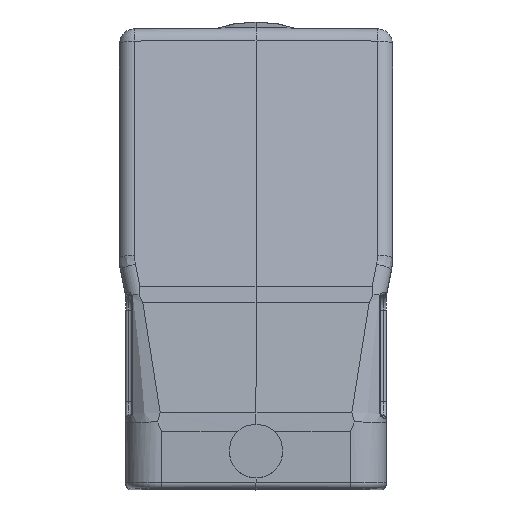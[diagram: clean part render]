
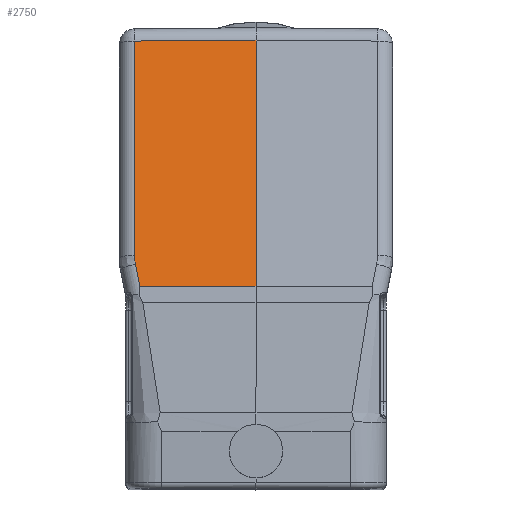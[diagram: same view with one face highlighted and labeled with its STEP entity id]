
A CAD part, top view. The second image highlights one B-rep face of the part: STEP entity #2750.
In plain terms, the highlighted planar face has unit normal (-0.009, 0.19, 0.982).
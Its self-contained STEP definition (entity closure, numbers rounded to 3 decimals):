
#751=PLANE('',#11948);
#1298=LINE('',#19443,#2064);
#1315=LINE('',#19583,#2081);
#1343=LINE('',#20372,#2109);
#1346=LINE('',#20400,#2112);
#1348=LINE('',#20408,#2114);
#2064=VECTOR('',#13836,1.);
#2081=VECTOR('',#13905,1.);
#2109=VECTOR('',#14053,1.);
#2112=VECTOR('',#14060,1.);
#2114=VECTOR('',#14064,1.);
#2750=ADVANCED_FACE('',(#3437),#751,.T.);
#3437=FACE_OUTER_BOUND('',#4147,.T.);
#4147=EDGE_LOOP('',(#6875,#6876,#6877,#6878,#6879,#6880));
#4663=B_SPLINE_CURVE_WITH_KNOTS('',3,(#19560,#19561,#19562,#19563),
 .UNSPECIFIED.,.F.,.F.,(4,4),(0.,1.),.UNSPECIFIED.);
#6875=ORIENTED_EDGE('',*,*,#10349,.F.);
#6876=ORIENTED_EDGE('',*,*,#10205,.F.);
#6877=ORIENTED_EDGE('',*,*,#10243,.T.);
#6878=ORIENTED_EDGE('',*,*,#10240,.F.);
#6879=ORIENTED_EDGE('',*,*,#10339,.F.);
#6880=ORIENTED_EDGE('',*,*,#10346,.F.);
#8886=VERTEX_POINT('',#19442);
#8887=VERTEX_POINT('',#19444);
#8906=VERTEX_POINT('',#19559);
#8907=VERTEX_POINT('',#19564);
#8959=VERTEX_POINT('',#20370);
#8962=VERTEX_POINT('',#20385);
#10205=EDGE_CURVE('',#8886,#8887,#1298,.T.);
#10240=EDGE_CURVE('',#8906,#8907,#4663,.T.);
#10243=EDGE_CURVE('',#8886,#8907,#1315,.T.);
#10339=EDGE_CURVE('',#8959,#8906,#1343,.T.);
#10346=EDGE_CURVE('',#8962,#8959,#1346,.T.);
#10349=EDGE_CURVE('',#8887,#8962,#1348,.T.);
#11948=AXIS2_PLACEMENT_3D('',#20409,#14065,#14066);
#13836=DIRECTION('',(1.,0.009,0.007));
#13905=DIRECTION('',(0.,-0.982,0.19));
#14053=DIRECTION('',(-0.193,0.963,-0.188));
#14060=DIRECTION('',(-1.,0.,-0.009));
#14064=DIRECTION('',(0.,-0.982,0.19));
#14065=DIRECTION('',(-0.009,0.19,0.982));
#14066=DIRECTION('',(0.,-0.982,0.19));
#19442=CARTESIAN_POINT('',(-20.022,19.215,49.747));
#19443=CARTESIAN_POINT('',(-20.022,19.215,49.747));
#19444=CARTESIAN_POINT('',(0.,19.39,49.891));
#19559=CARTESIAN_POINT('',(-19.876,-17.591,56.859));
#19560=CARTESIAN_POINT('',(-19.876,-17.591,56.859));
#19561=CARTESIAN_POINT('',(-19.973,-17.107,56.764));
#19562=CARTESIAN_POINT('',(-20.022,-16.614,56.669));
#19563=CARTESIAN_POINT('',(-20.022,-16.12,56.573));
#19564=CARTESIAN_POINT('',(-20.022,-16.12,56.573));
#19583=CARTESIAN_POINT('',(-20.022,19.215,49.747));
#20370=CARTESIAN_POINT('',(-19.146,-21.241,57.57));
#20372=CARTESIAN_POINT('',(-19.146,-21.241,57.57));
#20385=CARTESIAN_POINT('',(0.,-21.241,57.74));
#20400=CARTESIAN_POINT('',(0.,-21.241,57.74));
#20408=CARTESIAN_POINT('',(0.,19.39,49.891));
#20409=CARTESIAN_POINT('',(0.,-22.585,58.));
